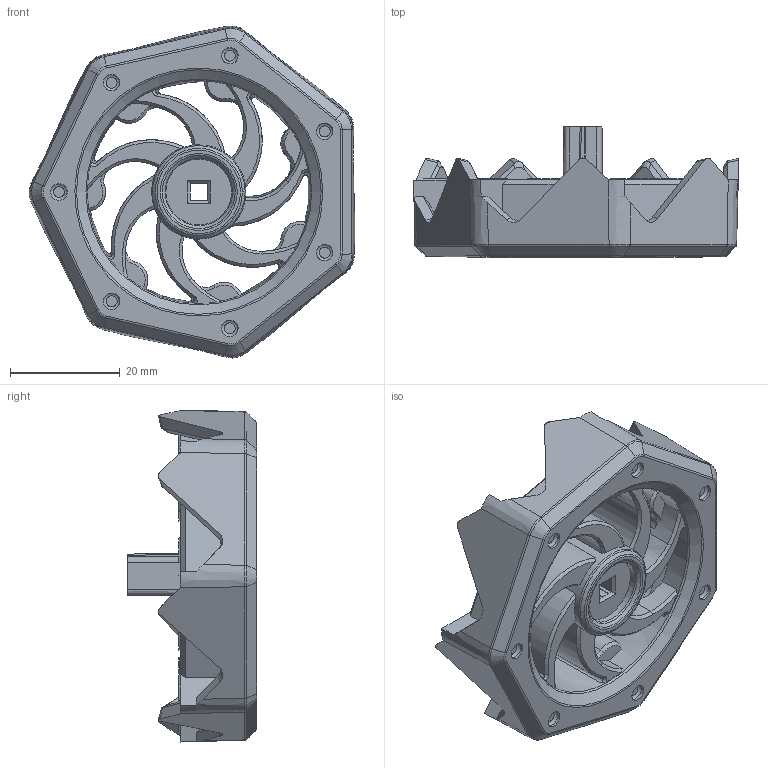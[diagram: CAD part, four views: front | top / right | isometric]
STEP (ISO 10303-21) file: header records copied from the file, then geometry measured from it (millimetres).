
FILE_DESCRIPTION(/* description */ (''),/* implementation_level */ '2;1');
FILE_NAME(/* name */ 'WHEEL-HUB-OUT-L.ipt.step',/* time_stamp */ '2020-04-16T23:31:10-04:00',/* author */ ('Josef'),/* organization */ (''),/* preprocessor_version */ 'ST-DEVELOPER v17',/* originating_system */ 'Autodesk Inventor 2019',/* authorisation */ '');
FILE_SCHEMA (('AUTOMOTIVE_DESIGN { 1 0 10303 214 3 1 1 }'));
Length unit declared in the file: inch
Products named in the file (1): WHEEL-HUB-OUT-L
Bounding box: 59.41 x 23.7 x 60.56 mm (x, y, z)
Volume: 18700.8 mm3; surface area: 17199.7 mm2
Topology: 1 solids, 1 shells, 624 faces, 1723 edges, 1111 vertices
Faces by surface type: plane 360, cone 104, cylinder 98, bspline 35, torus 27
Full cylindrical faces by diameter (mm): 1.5 x7, 3 x7, 12 x1, 17.2 x1
Entity records: 23081 total; most frequent: CARTESIAN_POINT 7230, ORIENTED_EDGE 3446, DIRECTION 3224, EDGE_CURVE 1723, AXIS2_PLACEMENT_3D 1158, VERTEX_POINT 1111, LINE 908, VECTOR 908
